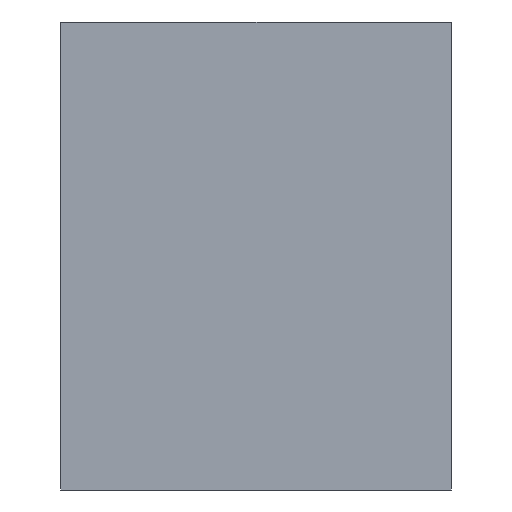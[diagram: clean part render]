
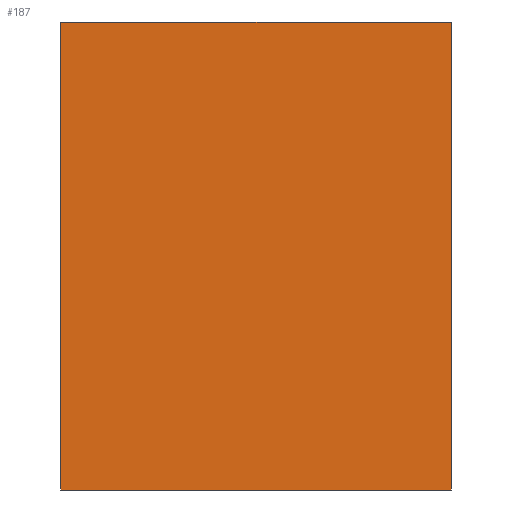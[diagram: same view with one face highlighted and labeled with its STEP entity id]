
A CAD part, left-side view. The second image highlights one B-rep face of the part: STEP entity #187.
In plain terms, the highlighted planar face has unit normal (-1, 0, 0).
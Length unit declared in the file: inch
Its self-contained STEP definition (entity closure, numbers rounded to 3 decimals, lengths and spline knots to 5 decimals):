
#46 = DIRECTION ( 'NONE',  ( 0., 0., -1. ) ) ;
#78 = ORIENTED_EDGE ( 'NONE', *, *, #1380, .T. ) ;
#129 = CARTESIAN_POINT ( 'NONE',  ( -3.25, 2.62261, 0. ) ) ;
#167 = DIRECTION ( 'NONE',  ( 1., 0., 0. ) ) ;
#187 = ADVANCED_FACE ( 'NONE', ( #1184 ), #1409, .F. ) ;
#281 = LINE ( 'NONE', #1403, #1344 ) ;
#325 = EDGE_CURVE ( 'NONE', #617, #1763, #1311, .T. ) ;
#395 = EDGE_LOOP ( 'NONE', ( #1652, #1659, #78, #1696 ) ) ;
#397 = VERTEX_POINT ( 'NONE', #1497 ) ;
#475 = VERTEX_POINT ( 'NONE', #129 ) ;
#502 = CARTESIAN_POINT ( 'NONE',  ( -3.25, 4.5, -2.25 ) ) ;
#514 = VECTOR ( 'NONE', #1444, 39.37008 ) ;
#545 = CARTESIAN_POINT ( 'NONE',  ( -3.25, -4.5, 0. ) ) ;
#587 = VECTOR ( 'NONE', #1105, 39.37008 ) ;
#591 = DIRECTION ( 'NONE',  ( 0., 0., -1. ) ) ;
#617 = VERTEX_POINT ( 'NONE', #1689 ) ;
#788 = AXIS2_PLACEMENT_3D ( 'NONE', #1436, #167, #46 ) ;
#881 = EDGE_CURVE ( 'NONE', #475, #617, #1339, .T. ) ;
#1105 = DIRECTION ( 'NONE',  ( 0., 1., 0. ) ) ;
#1184 = FACE_OUTER_BOUND ( 'NONE', #395, .T. ) ;
#1311 = LINE ( 'NONE', #1446, #1328 ) ;
#1328 = VECTOR ( 'NONE', #1597, 39.37008 ) ;
#1339 = LINE ( 'NONE', #1466, #514 ) ;
#1344 = VECTOR ( 'NONE', #591, 39.37008 ) ;
#1350 = EDGE_CURVE ( 'NONE', #475, #397, #1771, .T. ) ;
#1380 = EDGE_CURVE ( 'NONE', #397, #1763, #281, .T. ) ;
#1403 = CARTESIAN_POINT ( 'NONE',  ( -3.25, 4.5, 0.75 ) ) ;
#1409 = PLANE ( 'NONE',  #788 ) ;
#1436 = CARTESIAN_POINT ( 'NONE',  ( -3.25, -4.5, 0.75 ) ) ;
#1444 = DIRECTION ( 'NONE',  ( 0., 0., -1. ) ) ;
#1446 = CARTESIAN_POINT ( 'NONE',  ( -3.25, 4.5, -2.25 ) ) ;
#1466 = CARTESIAN_POINT ( 'NONE',  ( -3.25, 2.62261, -2.25 ) ) ;
#1497 = CARTESIAN_POINT ( 'NONE',  ( -3.25, 4.5, 0. ) ) ;
#1597 = DIRECTION ( 'NONE',  ( 0., 1., 0. ) ) ;
#1652 = ORIENTED_EDGE ( 'NONE', *, *, #881, .F. ) ;
#1659 = ORIENTED_EDGE ( 'NONE', *, *, #1350, .T. ) ;
#1689 = CARTESIAN_POINT ( 'NONE',  ( -3.25, 2.62261, -2.25 ) ) ;
#1696 = ORIENTED_EDGE ( 'NONE', *, *, #325, .F. ) ;
#1763 = VERTEX_POINT ( 'NONE', #502 ) ;
#1771 = LINE ( 'NONE', #545, #587 ) ;
